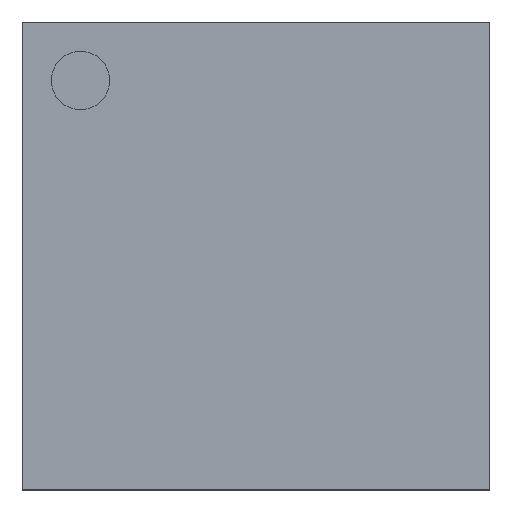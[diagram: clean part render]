
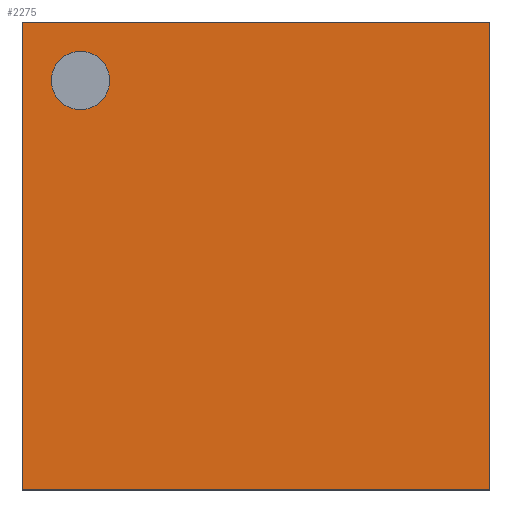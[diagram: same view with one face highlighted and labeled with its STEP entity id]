
A CAD part, top view. The second image highlights one B-rep face of the part: STEP entity #2275.
In plain terms, the highlighted planar face has unit normal (0, 0, 1).
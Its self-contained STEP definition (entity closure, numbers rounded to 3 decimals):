
#2086 = VERTEX_POINT('',#2087);
#2087 = CARTESIAN_POINT('',(-3.5,-3.5,0.6));
#2094 = PLANE('',#2095);
#2095 = AXIS2_PLACEMENT_3D('',#2096,#2097,#2098);
#2096 = CARTESIAN_POINT('',(-3.5,-3.5,0.28));
#2097 = DIRECTION('',(1.,0.,0.));
#2098 = DIRECTION('',(0.,0.,1.));
#2106 = PLANE('',#2107);
#2107 = AXIS2_PLACEMENT_3D('',#2108,#2109,#2110);
#2108 = CARTESIAN_POINT('',(-3.5,-3.5,0.28));
#2109 = DIRECTION('',(0.,1.,0.));
#2110 = DIRECTION('',(0.,0.,1.));
#2147 = VERTEX_POINT('',#2148);
#2148 = CARTESIAN_POINT('',(-3.5,3.5,0.6));
#2162 = PLANE('',#2163);
#2163 = AXIS2_PLACEMENT_3D('',#2164,#2165,#2166);
#2164 = CARTESIAN_POINT('',(-3.5,3.5,0.28));
#2165 = DIRECTION('',(0.,1.,0.));
#2166 = DIRECTION('',(0.,0.,1.));
#2174 = EDGE_CURVE('',#2086,#2147,#2175,.T.);
#2175 = SURFACE_CURVE('',#2176,(#2180,#2187),.PCURVE_S1.);
#2176 = LINE('',#2177,#2178);
#2177 = CARTESIAN_POINT('',(-3.5,-3.5,0.6));
#2178 = VECTOR('',#2179,1.);
#2179 = DIRECTION('',(0.,1.,0.));
#2180 = PCURVE('',#2094,#2181);
#2181 = DEFINITIONAL_REPRESENTATION('',(#2182),#2186);
#2182 = LINE('',#2183,#2184);
#2183 = CARTESIAN_POINT('',(0.32,0.));
#2184 = VECTOR('',#2185,1.);
#2185 = DIRECTION('',(0.,-1.));
#2186 = ( GEOMETRIC_REPRESENTATION_CONTEXT(2) 
PARAMETRIC_REPRESENTATION_CONTEXT() REPRESENTATION_CONTEXT('2D SPACE',''
  ) );
#2187 = PCURVE('',#2188,#2193);
#2188 = PLANE('',#2189);
#2189 = AXIS2_PLACEMENT_3D('',#2190,#2191,#2192);
#2190 = CARTESIAN_POINT('',(-3.5,-3.5,0.6));
#2191 = DIRECTION('',(0.,0.,1.));
#2192 = DIRECTION('',(1.,0.,0.));
#2193 = DEFINITIONAL_REPRESENTATION('',(#2194),#2198);
#2194 = LINE('',#2195,#2196);
#2195 = CARTESIAN_POINT('',(0.,0.));
#2196 = VECTOR('',#2197,1.);
#2197 = DIRECTION('',(0.,1.));
#2198 = ( GEOMETRIC_REPRESENTATION_CONTEXT(2) 
PARAMETRIC_REPRESENTATION_CONTEXT() REPRESENTATION_CONTEXT('2D SPACE',''
  ) );
#2227 = EDGE_CURVE('',#2086,#2228,#2230,.T.);
#2228 = VERTEX_POINT('',#2229);
#2229 = CARTESIAN_POINT('',(3.5,-3.5,0.6));
#2230 = SURFACE_CURVE('',#2231,(#2235,#2242),.PCURVE_S1.);
#2231 = LINE('',#2232,#2233);
#2232 = CARTESIAN_POINT('',(-3.5,-3.5,0.6));
#2233 = VECTOR('',#2234,1.);
#2234 = DIRECTION('',(1.,0.,0.));
#2235 = PCURVE('',#2106,#2236);
#2236 = DEFINITIONAL_REPRESENTATION('',(#2237),#2241);
#2237 = LINE('',#2238,#2239);
#2238 = CARTESIAN_POINT('',(0.32,0.));
#2239 = VECTOR('',#2240,1.);
#2240 = DIRECTION('',(0.,1.));
#2241 = ( GEOMETRIC_REPRESENTATION_CONTEXT(2) 
PARAMETRIC_REPRESENTATION_CONTEXT() REPRESENTATION_CONTEXT('2D SPACE',''
  ) );
#2242 = PCURVE('',#2188,#2243);
#2243 = DEFINITIONAL_REPRESENTATION('',(#2244),#2248);
#2244 = LINE('',#2245,#2246);
#2245 = CARTESIAN_POINT('',(0.,0.));
#2246 = VECTOR('',#2247,1.);
#2247 = DIRECTION('',(1.,0.));
#2248 = ( GEOMETRIC_REPRESENTATION_CONTEXT(2) 
PARAMETRIC_REPRESENTATION_CONTEXT() REPRESENTATION_CONTEXT('2D SPACE',''
  ) );
#2264 = PLANE('',#2265);
#2265 = AXIS2_PLACEMENT_3D('',#2266,#2267,#2268);
#2266 = CARTESIAN_POINT('',(3.5,-3.5,0.28));
#2267 = DIRECTION('',(1.,0.,0.));
#2268 = DIRECTION('',(0.,0.,1.));
#2275 = ADVANCED_FACE('',(#2276,#2324),#2188,.T.);
#2276 = FACE_BOUND('',#2277,.T.);
#2277 = EDGE_LOOP('',(#2278,#2279,#2280,#2303));
#2278 = ORIENTED_EDGE('',*,*,#2174,.F.);
#2279 = ORIENTED_EDGE('',*,*,#2227,.T.);
#2280 = ORIENTED_EDGE('',*,*,#2281,.T.);
#2281 = EDGE_CURVE('',#2228,#2282,#2284,.T.);
#2282 = VERTEX_POINT('',#2283);
#2283 = CARTESIAN_POINT('',(3.5,3.5,0.6));
#2284 = SURFACE_CURVE('',#2285,(#2289,#2296),.PCURVE_S1.);
#2285 = LINE('',#2286,#2287);
#2286 = CARTESIAN_POINT('',(3.5,-3.5,0.6));
#2287 = VECTOR('',#2288,1.);
#2288 = DIRECTION('',(0.,1.,0.));
#2289 = PCURVE('',#2188,#2290);
#2290 = DEFINITIONAL_REPRESENTATION('',(#2291),#2295);
#2291 = LINE('',#2292,#2293);
#2292 = CARTESIAN_POINT('',(7.,0.));
#2293 = VECTOR('',#2294,1.);
#2294 = DIRECTION('',(0.,1.));
#2295 = ( GEOMETRIC_REPRESENTATION_CONTEXT(2) 
PARAMETRIC_REPRESENTATION_CONTEXT() REPRESENTATION_CONTEXT('2D SPACE',''
  ) );
#2296 = PCURVE('',#2264,#2297);
#2297 = DEFINITIONAL_REPRESENTATION('',(#2298),#2302);
#2298 = LINE('',#2299,#2300);
#2299 = CARTESIAN_POINT('',(0.32,0.));
#2300 = VECTOR('',#2301,1.);
#2301 = DIRECTION('',(0.,-1.));
#2302 = ( GEOMETRIC_REPRESENTATION_CONTEXT(2) 
PARAMETRIC_REPRESENTATION_CONTEXT() REPRESENTATION_CONTEXT('2D SPACE',''
  ) );
#2303 = ORIENTED_EDGE('',*,*,#2304,.F.);
#2304 = EDGE_CURVE('',#2147,#2282,#2305,.T.);
#2305 = SURFACE_CURVE('',#2306,(#2310,#2317),.PCURVE_S1.);
#2306 = LINE('',#2307,#2308);
#2307 = CARTESIAN_POINT('',(-3.5,3.5,0.6));
#2308 = VECTOR('',#2309,1.);
#2309 = DIRECTION('',(1.,0.,0.));
#2310 = PCURVE('',#2188,#2311);
#2311 = DEFINITIONAL_REPRESENTATION('',(#2312),#2316);
#2312 = LINE('',#2313,#2314);
#2313 = CARTESIAN_POINT('',(0.,7.));
#2314 = VECTOR('',#2315,1.);
#2315 = DIRECTION('',(1.,0.));
#2316 = ( GEOMETRIC_REPRESENTATION_CONTEXT(2) 
PARAMETRIC_REPRESENTATION_CONTEXT() REPRESENTATION_CONTEXT('2D SPACE',''
  ) );
#2317 = PCURVE('',#2162,#2318);
#2318 = DEFINITIONAL_REPRESENTATION('',(#2319),#2323);
#2319 = LINE('',#2320,#2321);
#2320 = CARTESIAN_POINT('',(0.32,0.));
#2321 = VECTOR('',#2322,1.);
#2322 = DIRECTION('',(0.,1.));
#2323 = ( GEOMETRIC_REPRESENTATION_CONTEXT(2) 
PARAMETRIC_REPRESENTATION_CONTEXT() REPRESENTATION_CONTEXT('2D SPACE',''
  ) );
#2324 = FACE_BOUND('',#2325,.T.);
#2325 = EDGE_LOOP('',(#2326));
#2326 = ORIENTED_EDGE('',*,*,#2327,.F.);
#2327 = EDGE_CURVE('',#2328,#2328,#2330,.T.);
#2328 = VERTEX_POINT('',#2329);
#2329 = CARTESIAN_POINT('',(-2.188,2.625,0.6));
#2330 = SURFACE_CURVE('',#2331,(#2336,#2343),.PCURVE_S1.);
#2331 = CIRCLE('',#2332,0.438);
#2332 = AXIS2_PLACEMENT_3D('',#2333,#2334,#2335);
#2333 = CARTESIAN_POINT('',(-2.625,2.625,0.6));
#2334 = DIRECTION('',(0.,0.,1.));
#2335 = DIRECTION('',(1.,0.,0.));
#2336 = PCURVE('',#2188,#2337);
#2337 = DEFINITIONAL_REPRESENTATION('',(#2338),#2342);
#2338 = CIRCLE('',#2339,0.438);
#2339 = AXIS2_PLACEMENT_2D('',#2340,#2341);
#2340 = CARTESIAN_POINT('',(0.875,6.125));
#2341 = DIRECTION('',(1.,0.));
#2342 = ( GEOMETRIC_REPRESENTATION_CONTEXT(2) 
PARAMETRIC_REPRESENTATION_CONTEXT() REPRESENTATION_CONTEXT('2D SPACE',''
  ) );
#2343 = PCURVE('',#2344,#2349);
#2344 = CYLINDRICAL_SURFACE('',#2345,0.438);
#2345 = AXIS2_PLACEMENT_3D('',#2346,#2347,#2348);
#2346 = CARTESIAN_POINT('',(-2.625,2.625,0.54));
#2347 = DIRECTION('',(0.,0.,1.));
#2348 = DIRECTION('',(1.,0.,0.));
#2349 = DEFINITIONAL_REPRESENTATION('',(#2350),#2354);
#2350 = LINE('',#2351,#2352);
#2351 = CARTESIAN_POINT('',(0.,0.06));
#2352 = VECTOR('',#2353,1.);
#2353 = DIRECTION('',(1.,0.));
#2354 = ( GEOMETRIC_REPRESENTATION_CONTEXT(2) 
PARAMETRIC_REPRESENTATION_CONTEXT() REPRESENTATION_CONTEXT('2D SPACE',''
  ) );
